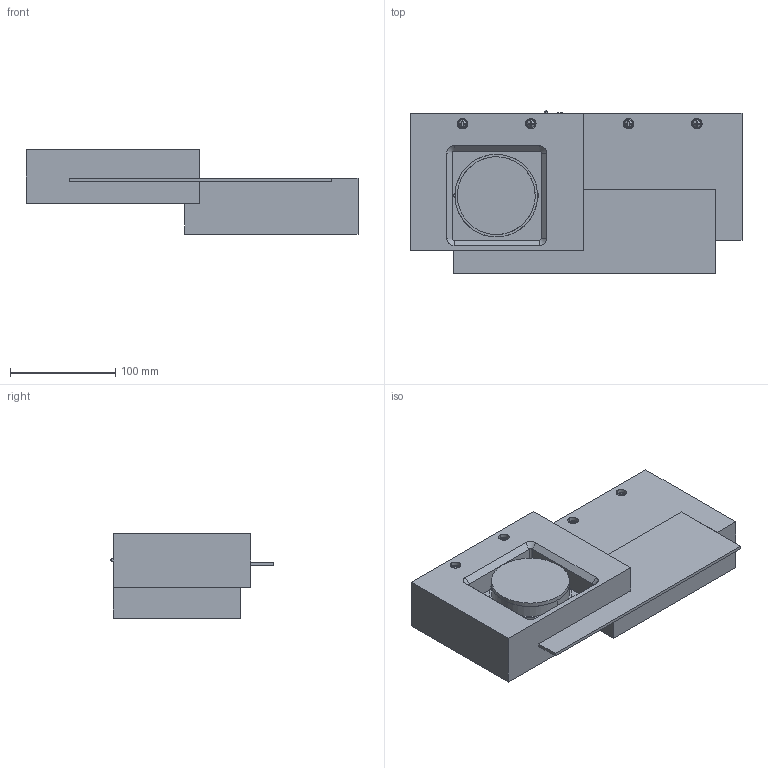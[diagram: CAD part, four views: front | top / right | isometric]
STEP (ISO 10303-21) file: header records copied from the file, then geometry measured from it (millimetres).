
FILE_DESCRIPTION(/* description */ (''),/* implementation_level */ '2;1');
FILE_NAME(/* name */ 'T075_Milet_Parete_2Luci',/* time_stamp */ '2023-09-19T11:09:29+02:00',/* author */ (''),/* organization */ (''),/* preprocessor_version */ 'ST-DEVELOPER v16.5',/* originating_system */ 'Rhino 7.20',/* authorisation */ '');
FILE_SCHEMA (('CONFIG_CONTROL_DESIGN'));
Length unit declared in the file: millimetre
Products named in the file (1): Document
Bounding box: 316 x 156 x 80.5 mm (x, y, z)
Volume: 1312115.3 mm3; surface area: 380282.5 mm2
Topology: 38 solids, 38 shells, 674 faces, 1546 edges, 1015 vertices
Faces by surface type: plane 336, cylinder 288, bspline 50
Entity records: 18209 total; most frequent: CARTESIAN_POINT 7571, ORIENTED_EDGE 3086, EDGE_CURVE 1543, VERTEX_POINT 1013, EDGE_LOOP 818, ADVANCED_FACE 674, FACE_OUTER_BOUND 674, B_SPLINE_CURVE_WITH_KNOTS 663
